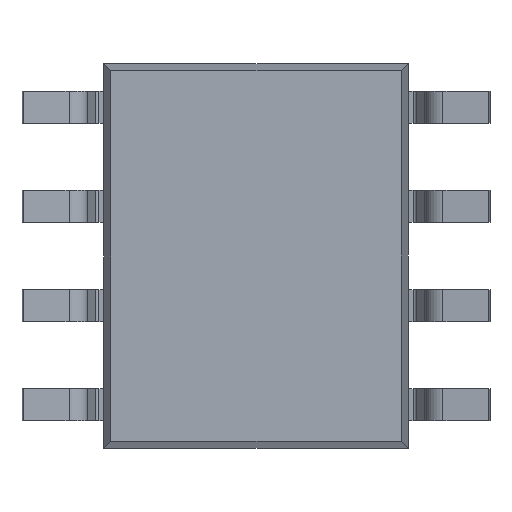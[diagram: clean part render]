
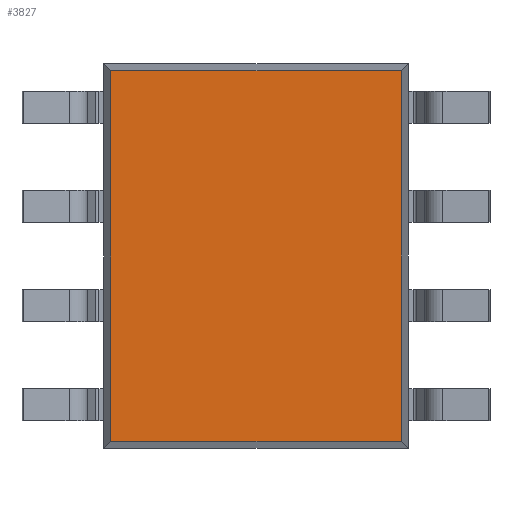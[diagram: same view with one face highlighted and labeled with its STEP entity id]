
A CAD part, front view. The second image highlights one B-rep face of the part: STEP entity #3827.
In plain terms, the highlighted planar face has unit normal (0, -1, 0).
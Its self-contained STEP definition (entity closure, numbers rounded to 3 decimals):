
#101 = ORIENTED_EDGE ( 'NONE', *, *, #1858, .T. ) ;
#236 = VECTOR ( 'NONE', #3282, 1000. ) ;
#381 = CARTESIAN_POINT ( 'NONE',  ( 1.95, 0.25, 2.372 ) ) ;
#385 = DIRECTION ( 'NONE',  ( 0., 0., 1. ) ) ;
#439 = ORIENTED_EDGE ( 'NONE', *, *, #3302, .T. ) ;
#473 = AXIS2_PLACEMENT_3D ( 'NONE', #2678, #3340, #1156 ) ;
#498 = DIRECTION ( 'NONE',  ( 0., 0., -1. ) ) ;
#627 = VECTOR ( 'NONE', #3402, 1000. ) ;
#702 = VERTEX_POINT ( 'NONE', #2374 ) ;
#732 = FACE_OUTER_BOUND ( 'NONE', #1192, .T. ) ;
#775 = VECTOR ( 'NONE', #498, 1000. ) ;
#895 = CARTESIAN_POINT ( 'NONE',  ( -1.95, 0.25, -2.372 ) ) ;
#1090 = LINE ( 'NONE', #381, #236 ) ;
#1156 = DIRECTION ( 'NONE',  ( 0., 0., -1. ) ) ;
#1192 = EDGE_LOOP ( 'NONE', ( #101, #3816, #439, #3730 ) ) ;
#1502 = VERTEX_POINT ( 'NONE', #2016 ) ;
#1623 = EDGE_CURVE ( 'NONE', #1502, #2894, #1729, .T. ) ;
#1729 = LINE ( 'NONE', #2415, #775 ) ;
#1858 = EDGE_CURVE ( 'NONE', #2894, #702, #2470, .T. ) ;
#2016 = CARTESIAN_POINT ( 'NONE',  ( -1.859, 0.25, 2.372 ) ) ;
#2182 = CARTESIAN_POINT ( 'NONE',  ( 1.859, 0.25, 2.372 ) ) ;
#2197 = EDGE_CURVE ( 'NONE', #702, #4065, #3368, .T. ) ;
#2268 = CARTESIAN_POINT ( 'NONE',  ( 1.859, 0.25, -2.462 ) ) ;
#2374 = CARTESIAN_POINT ( 'NONE',  ( 1.859, 0.25, -2.372 ) ) ;
#2415 = CARTESIAN_POINT ( 'NONE',  ( -1.859, 0.25, 2.462 ) ) ;
#2470 = LINE ( 'NONE', #895, #627 ) ;
#2516 = VECTOR ( 'NONE', #385, 1000. ) ;
#2678 = CARTESIAN_POINT ( 'NONE',  ( 0., 0.25, 0. ) ) ;
#2894 = VERTEX_POINT ( 'NONE', #3726 ) ;
#3282 = DIRECTION ( 'NONE',  ( -1., 0., 0. ) ) ;
#3302 = EDGE_CURVE ( 'NONE', #4065, #1502, #1090, .T. ) ;
#3340 = DIRECTION ( 'NONE',  ( 0., -1., 0. ) ) ;
#3368 = LINE ( 'NONE', #2268, #2516 ) ;
#3402 = DIRECTION ( 'NONE',  ( 1., 0., 0. ) ) ;
#3726 = CARTESIAN_POINT ( 'NONE',  ( -1.859, 0.25, -2.372 ) ) ;
#3730 = ORIENTED_EDGE ( 'NONE', *, *, #1623, .T. ) ;
#3816 = ORIENTED_EDGE ( 'NONE', *, *, #2197, .T. ) ;
#3827 = ADVANCED_FACE ( 'NONE', ( #732 ), #4004, .T. ) ;
#4004 = PLANE ( 'NONE',  #473 ) ;
#4065 = VERTEX_POINT ( 'NONE', #2182 ) ;
